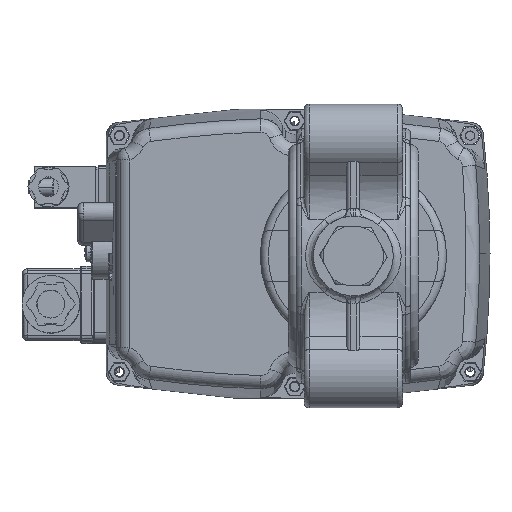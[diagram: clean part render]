
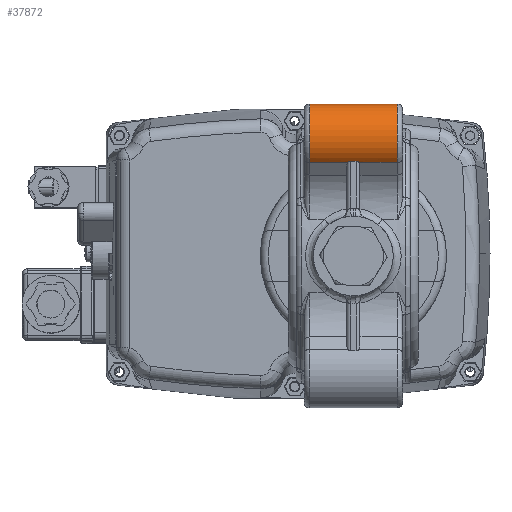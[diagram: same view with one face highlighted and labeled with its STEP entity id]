
A CAD part, front view. The second image highlights one B-rep face of the part: STEP entity #37872.
In plain terms, the highlighted cylindrical face has radius 13 mm (diameter 26 mm), a partial arc.
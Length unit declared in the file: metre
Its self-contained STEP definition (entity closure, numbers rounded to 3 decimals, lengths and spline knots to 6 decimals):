
#679 = CIRCLE ( 'NONE', #39175, 0.013 ) ;
#1083 = ORIENTED_EDGE ( 'NONE', *, *, #45745, .T. ) ;
#1792 = VERTEX_POINT ( 'NONE', #32699 ) ;
#2139 = CARTESIAN_POINT ( 'NONE',  ( -0.099577, -0.119263, 0.276104 ) ) ;
#2520 = DIRECTION ( 'NONE',  ( -1., 0., 0. ) ) ;
#3934 = CARTESIAN_POINT ( 'NONE',  ( -0.101577, -0.119263, 0.276104 ) ) ;
#4466 = CARTESIAN_POINT ( 'NONE',  ( -0.102552, -0.118906, 0.27571 ) ) ;
#4556 = CARTESIAN_POINT ( 'NONE',  ( -0.117077, -0.109457, 0.297639 ) ) ;
#4974 = VECTOR ( 'NONE', #62787, 1. ) ;
#5792 = CYLINDRICAL_SURFACE ( 'NONE', #85936, 0.013 ) ;
#6495 = EDGE_CURVE ( 'NONE', #60323, #35090, #26127, .T. ) ;
#7078 = DIRECTION ( 'NONE',  ( 1., 0., 0. ) ) ;
#8690 = LINE ( 'NONE', #32813, #83716 ) ;
#11347 = ORIENTED_EDGE ( 'NONE', *, *, #70572, .T. ) ;
#12076 = VERTEX_POINT ( 'NONE', #4556 ) ;
#12534 = CARTESIAN_POINT ( 'NONE',  ( -0.098601, -0.118906, 0.27571 ) ) ;
#13477 = DIRECTION ( 'NONE',  ( 0., 0., -1. ) ) ;
#13973 = EDGE_CURVE ( 'NONE', #36546, #80041, #8690, .T. ) ;
#17393 = ORIENTED_EDGE ( 'NONE', *, *, #71277, .T. ) ;
#17799 = ORIENTED_EDGE ( 'NONE', *, *, #13973, .F. ) ;
#18551 = EDGE_CURVE ( 'NONE', #1792, #38862, #49130, .T. ) ;
#19016 = AXIS2_PLACEMENT_3D ( 'NONE', #84808, #86361, #13477 ) ;
#19682 = CARTESIAN_POINT ( 'NONE',  ( -0.101992, -0.119217, 0.276051 ) ) ;
#20396 = CARTESIAN_POINT ( 'NONE',  ( -0.099075, -0.11918, 0.276009 ) ) ;
#26127 = LINE ( 'NONE', #88519, #67779 ) ;
#27057 = LINE ( 'NONE', #34413, #30788 ) ;
#28770 = CARTESIAN_POINT ( 'NONE',  ( -0.098899, -0.119105, 0.275926 ) ) ;
#30788 = VECTOR ( 'NONE', #67433, 1. ) ;
#32699 = CARTESIAN_POINT ( 'NONE',  ( -0.084077, -0.118847, 0.275649 ) ) ;
#32813 = CARTESIAN_POINT ( 'NONE',  ( -0.082077, -0.119263, 0.276104 ) ) ;
#34413 = CARTESIAN_POINT ( 'NONE',  ( -0.082077, -0.109457, 0.297639 ) ) ;
#35090 = VERTEX_POINT ( 'NONE', #72539 ) ;
#36546 = VERTEX_POINT ( 'NONE', #2139 ) ;
#36916 = VERTEX_POINT ( 'NONE', #52724 ) ;
#37756 = CARTESIAN_POINT ( 'NONE',  ( -0.082077, -0.109457, 0.284639 ) ) ;
#37872 = ADVANCED_FACE ( 'NONE', ( #45629 ), #5792, .T. ) ;
#38211 = CARTESIAN_POINT ( 'NONE',  ( -0.101577, -0.119263, 0.276104 ) ) ;
#38285 = DIRECTION ( 'NONE',  ( 0., 0., 1. ) ) ;
#38862 = VERTEX_POINT ( 'NONE', #54710 ) ;
#39175 = AXIS2_PLACEMENT_3D ( 'NONE', #45388, #7078, #93096 ) ;
#45328 = CARTESIAN_POINT ( 'NONE',  ( -0.102337, -0.119059, 0.275875 ) ) ;
#45388 = CARTESIAN_POINT ( 'NONE',  ( -0.117077, -0.109457, 0.284639 ) ) ;
#45629 = FACE_OUTER_BOUND ( 'NONE', #82091, .T. ) ;
#45745 = EDGE_CURVE ( 'NONE', #60323, #80041, #54656, .T. ) ;
#46563 = ORIENTED_EDGE ( 'NONE', *, *, #18551, .T. ) ;
#49130 = CIRCLE ( 'NONE', #19016, 0.013 ) ;
#50854 = CARTESIAN_POINT ( 'NONE',  ( -0.099577, -0.119263, 0.276104 ) ) ;
#51152 = CARTESIAN_POINT ( 'NONE',  ( -0.102255, -0.119104, 0.275925 ) ) ;
#52385 = CARTESIAN_POINT ( 'NONE',  ( -0.098817, -0.11906, 0.275876 ) ) ;
#52724 = CARTESIAN_POINT ( 'NONE',  ( -0.09854, -0.118847, 0.275649 ) ) ;
#53209 = CARTESIAN_POINT ( 'NONE',  ( -0.102485, -0.11896, 0.275768 ) ) ;
#54656 = B_SPLINE_CURVE_WITH_KNOTS ( 'NONE', 3,
 ( #75254, #4466, #53209, #45328, #51152, #19682, #68431, #3934 ),
 .UNSPECIFIED., .F., .F.,
 ( 4, 2, 2, 4 ),
 ( 0., 0.000312, 0.000623, 0.001246 ),
 .UNSPECIFIED. ) ;
#54710 = CARTESIAN_POINT ( 'NONE',  ( -0.084077, -0.109457, 0.297639 ) ) ;
#60238 = CARTESIAN_POINT ( 'NONE',  ( -0.09854, -0.118847, 0.275649 ) ) ;
#60323 = VERTEX_POINT ( 'NONE', #84470 ) ;
#61877 = DIRECTION ( 'NONE',  ( -1., 0., 0. ) ) ;
#62787 = DIRECTION ( 'NONE',  ( -1., 0., 0. ) ) ;
#67433 = DIRECTION ( 'NONE',  ( -1., 0., 0. ) ) ;
#67779 = VECTOR ( 'NONE', #2520, 1. ) ;
#68431 = CARTESIAN_POINT ( 'NONE',  ( -0.101788, -0.119263, 0.276104 ) ) ;
#68640 = CARTESIAN_POINT ( 'NONE',  ( -0.099471, -0.119263, 0.276104 ) ) ;
#70169 = CARTESIAN_POINT ( 'NONE',  ( -0.082077, -0.118847, 0.275649 ) ) ;
#70572 = EDGE_CURVE ( 'NONE', #38862, #12076, #27057, .T. ) ;
#70945 = B_SPLINE_CURVE_WITH_KNOTS ( 'NONE', 3,
 ( #50854, #68640, #75470, #83836, #20396, #28770, #52385, #100096, #12534, #60238 ),
 .UNSPECIFIED., .F., .F.,
 ( 4, 2, 2, 2, 4 ),
 ( 0., 0.000311, 0.000622, 0.000933, 0.001244 ),
 .UNSPECIFIED. ) ;
#71277 = EDGE_CURVE ( 'NONE', #12076, #35090, #679, .T. ) ;
#72276 = ORIENTED_EDGE ( 'NONE', *, *, #79029, .T. ) ;
#72539 = CARTESIAN_POINT ( 'NONE',  ( -0.117077, -0.118847, 0.275649 ) ) ;
#75254 = CARTESIAN_POINT ( 'NONE',  ( -0.102614, -0.118847, 0.275649 ) ) ;
#75470 = CARTESIAN_POINT ( 'NONE',  ( -0.099369, -0.119252, 0.276092 ) ) ;
#79029 = EDGE_CURVE ( 'NONE', #36546, #36916, #70945, .T. ) ;
#80041 = VERTEX_POINT ( 'NONE', #38211 ) ;
#82091 = EDGE_LOOP ( 'NONE', ( #46563, #11347, #17393, #83993, #1083, #17799, #72276, #88638 ) ) ;
#83716 = VECTOR ( 'NONE', #86452, 1. ) ;
#83836 = CARTESIAN_POINT ( 'NONE',  ( -0.09917, -0.11921, 0.276044 ) ) ;
#83993 = ORIENTED_EDGE ( 'NONE', *, *, #6495, .F. ) ;
#84470 = CARTESIAN_POINT ( 'NONE',  ( -0.102614, -0.118847, 0.275649 ) ) ;
#84808 = CARTESIAN_POINT ( 'NONE',  ( -0.084077, -0.109457, 0.284639 ) ) ;
#85936 = AXIS2_PLACEMENT_3D ( 'NONE', #37756, #61877, #38285 ) ;
#86361 = DIRECTION ( 'NONE',  ( -1., 0., 0. ) ) ;
#86452 = DIRECTION ( 'NONE',  ( -1., 0., 0. ) ) ;
#88519 = CARTESIAN_POINT ( 'NONE',  ( -0.082077, -0.118847, 0.275649 ) ) ;
#88638 = ORIENTED_EDGE ( 'NONE', *, *, #91104, .F. ) ;
#91104 = EDGE_CURVE ( 'NONE', #1792, #36916, #102618, .T. ) ;
#93096 = DIRECTION ( 'NONE',  ( 0., 0., -1. ) ) ;
#100096 = CARTESIAN_POINT ( 'NONE',  ( -0.098669, -0.11896, 0.275768 ) ) ;
#102618 = LINE ( 'NONE', #70169, #4974 ) ;
